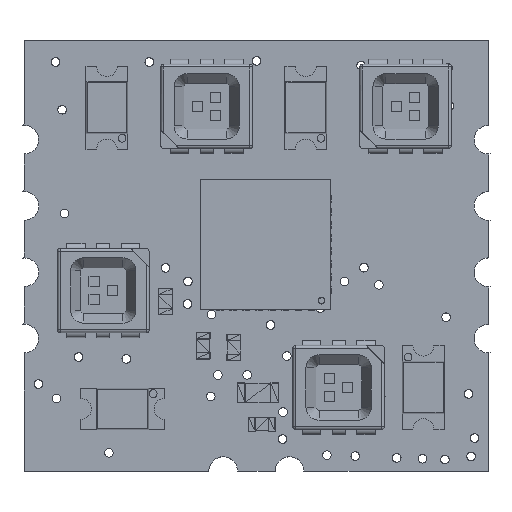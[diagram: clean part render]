
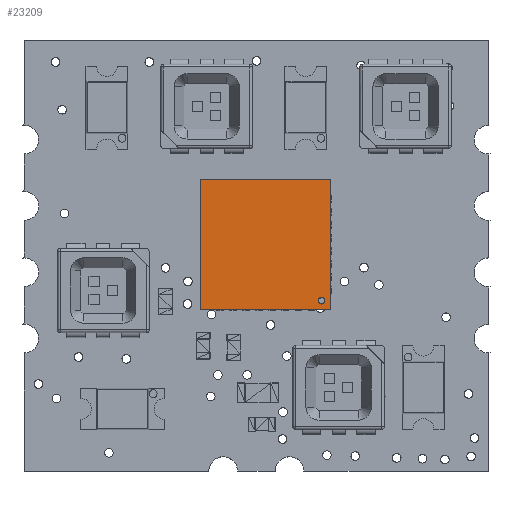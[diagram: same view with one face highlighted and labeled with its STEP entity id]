
A CAD part, top view. The second image highlights one B-rep face of the part: STEP entity #23209.
In plain terms, the highlighted planar face has unit normal (0, 0, 1).
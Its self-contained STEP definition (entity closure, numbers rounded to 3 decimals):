
#23174 = VERTEX_POINT('',#23175);
#23175 = CARTESIAN_POINT('',(-2.02,2.15,0.8));
#23181 = EDGE_CURVE('',#23182,#23174,#23184,.T.);
#23182 = VERTEX_POINT('',#23183);
#23183 = CARTESIAN_POINT('',(-2.28,2.15,0.8));
#23184 = CIRCLE('',#23185,0.13);
#23185 = AXIS2_PLACEMENT_3D('',#23186,#23187,#23188);
#23186 = CARTESIAN_POINT('',(-2.15,2.15,0.8));
#23187 = DIRECTION('',(0.,0.,1.));
#23188 = DIRECTION('',(1.,0.,0.));
#23209 = ADVANCED_FACE('',(#23210,#23220),#23254,.T.);
#23210 = FACE_BOUND('',#23211,.T.);
#23211 = EDGE_LOOP('',(#23212,#23219));
#23212 = ORIENTED_EDGE('',*,*,#23213,.F.);
#23213 = EDGE_CURVE('',#23174,#23182,#23214,.T.);
#23214 = CIRCLE('',#23215,0.13);
#23215 = AXIS2_PLACEMENT_3D('',#23216,#23217,#23218);
#23216 = CARTESIAN_POINT('',(-2.15,2.15,0.8));
#23217 = DIRECTION('',(0.,0.,1.));
#23218 = DIRECTION('',(1.,0.,0.));
#23219 = ORIENTED_EDGE('',*,*,#23181,.F.);
#23220 = FACE_BOUND('',#23221,.T.);
#23221 = EDGE_LOOP('',(#23222,#23232,#23240,#23248));
#23222 = ORIENTED_EDGE('',*,*,#23223,.T.);
#23223 = EDGE_CURVE('',#23224,#23226,#23228,.T.);
#23224 = VERTEX_POINT('',#23225);
#23225 = CARTESIAN_POINT('',(-2.5,2.5,0.8));
#23226 = VERTEX_POINT('',#23227);
#23227 = CARTESIAN_POINT('',(-2.5,-2.5,0.8));
#23228 = LINE('',#23229,#23230);
#23229 = CARTESIAN_POINT('',(-2.5,2.5,0.8));
#23230 = VECTOR('',#23231,1.);
#23231 = DIRECTION('',(0.,-1.,0.));
#23232 = ORIENTED_EDGE('',*,*,#23233,.T.);
#23233 = EDGE_CURVE('',#23226,#23234,#23236,.T.);
#23234 = VERTEX_POINT('',#23235);
#23235 = CARTESIAN_POINT('',(2.5,-2.5,0.8));
#23236 = LINE('',#23237,#23238);
#23237 = CARTESIAN_POINT('',(-2.5,-2.5,0.8));
#23238 = VECTOR('',#23239,1.);
#23239 = DIRECTION('',(1.,0.,0.));
#23240 = ORIENTED_EDGE('',*,*,#23241,.T.);
#23241 = EDGE_CURVE('',#23234,#23242,#23244,.T.);
#23242 = VERTEX_POINT('',#23243);
#23243 = CARTESIAN_POINT('',(2.5,2.5,0.8));
#23244 = LINE('',#23245,#23246);
#23245 = CARTESIAN_POINT('',(2.5,2.5,0.8));
#23246 = VECTOR('',#23247,1.);
#23247 = DIRECTION('',(0.,1.,0.));
#23248 = ORIENTED_EDGE('',*,*,#23249,.T.);
#23249 = EDGE_CURVE('',#23242,#23224,#23250,.T.);
#23250 = LINE('',#23251,#23252);
#23251 = CARTESIAN_POINT('',(-2.5,2.5,0.8));
#23252 = VECTOR('',#23253,1.);
#23253 = DIRECTION('',(-1.,0.,0.));
#23254 = PLANE('',#23255);
#23255 = AXIS2_PLACEMENT_3D('',#23256,#23257,#23258);
#23256 = CARTESIAN_POINT('',(-2.5,-2.5,0.8));
#23257 = DIRECTION('',(0.,0.,1.));
#23258 = DIRECTION('',(1.,0.,0.));
